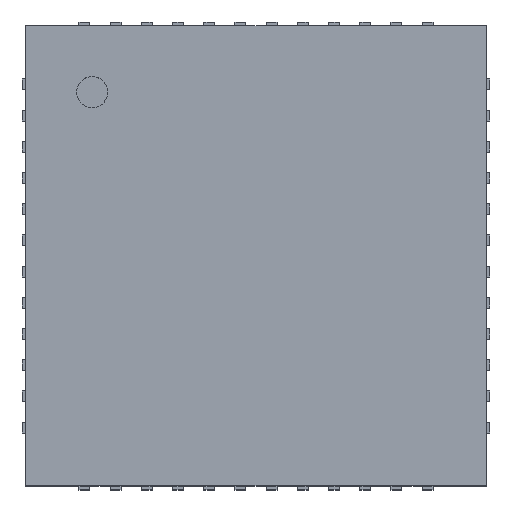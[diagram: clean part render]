
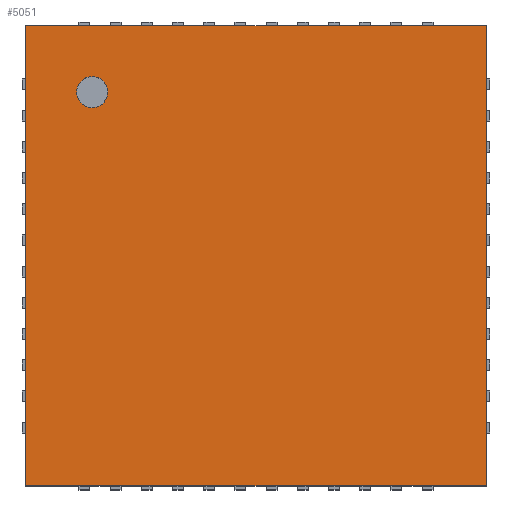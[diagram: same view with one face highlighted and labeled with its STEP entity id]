
A CAD part, top view. The second image highlights one B-rep face of the part: STEP entity #5051.
In plain terms, the highlighted planar face has unit normal (0, 0, 1).
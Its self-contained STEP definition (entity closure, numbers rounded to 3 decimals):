
#13=DIRECTION('',(0.,0.,1.));
#27=VECTOR('',#28,1.);
#28=DIRECTION('',(0.,-1.,0.));
#79=DIRECTION('',(1.,0.,0.));
#126=VECTOR('',#79,1.);
#1265=ORIENTED_EDGE('',*,*,#1266,.F.);
#1266=EDGE_CURVE('',#1267,#1269,#1271,.T.);
#1267=VERTEX_POINT('',#1268);
#1268=CARTESIAN_POINT('',(-2.95,2.95,1.1));
#1269=VERTEX_POINT('',#1270);
#1270=CARTESIAN_POINT('',(2.95,2.95,1.1));
#1271=LINE('',#1268,#126);
#1293=DIRECTION('',(0.,0.,-1.));
#1492=ORIENTED_EDGE('',*,*,#1493,.T.);
#1493=EDGE_CURVE('',#1267,#1494,#1496,.T.);
#1494=VERTEX_POINT('',#1495);
#1495=CARTESIAN_POINT('',(-2.95,-2.95,1.1));
#1496=LINE('',#1268,#27);
#3204=EDGE_CURVE('',#1269,#3205,#3207,.T.);
#3205=VERTEX_POINT('',#3206);
#3206=CARTESIAN_POINT('',(2.95,-2.95,1.1));
#3207=LINE('',#1270,#27);
#3410=EDGE_CURVE('',#1494,#3205,#3411,.T.);
#3411=LINE('',#1495,#126);
#5051=ADVANCED_FACE('',(#5052,#5056),#5065,.T.);
#5052=FACE_BOUND('',#5053,.T.);
#5053=EDGE_LOOP('',(#1265,#1492,#5054,#5055));
#5054=ORIENTED_EDGE('',*,*,#3410,.T.);
#5055=ORIENTED_EDGE('',*,*,#3204,.F.);
#5056=FACE_BOUND('',#5057,.T.);
#5057=EDGE_LOOP('',(#5058));
#5058=ORIENTED_EDGE('',*,*,#5059,.T.);
#5059=EDGE_CURVE('',#5060,#5060,#5062,.T.);
#5060=VERTEX_POINT('',#5061);
#5061=CARTESIAN_POINT('',(-2.1,1.9,1.1));
#5062=CIRCLE('',#5063,0.2);
#5063=AXIS2_PLACEMENT_3D('',#5064,#1293,#28);
#5064=CARTESIAN_POINT('',(-2.1,2.1,1.1));
#5065=PLANE('',#5066);
#5066=AXIS2_PLACEMENT_3D('',#1268,#13,#28);
